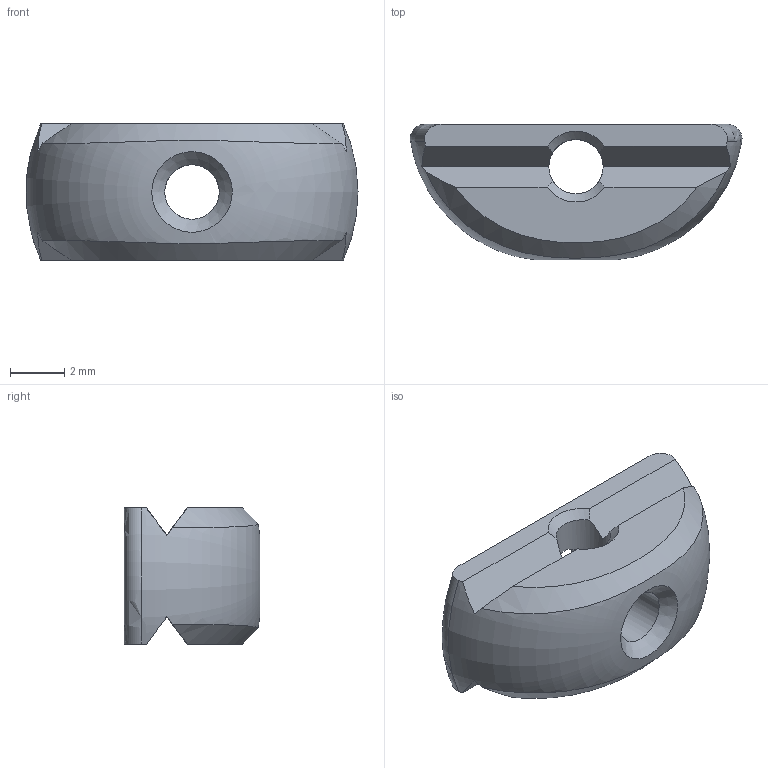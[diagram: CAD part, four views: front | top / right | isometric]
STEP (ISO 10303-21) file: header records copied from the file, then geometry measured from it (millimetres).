
FILE_DESCRIPTION(('FreeCAD Model'),'2;1');
FILE_NAME('Open CASCADE Shape Model','2024-10-28T22:32:59',(''),(''), 'Open CASCADE STEP processor 7.7','FreeCAD','Unknown');
FILE_SCHEMA(('AUTOMOTIVE_DESIGN { 1 0 10303 214 1 1 1 1 }'));
Length unit declared in the file: millimetre
Products named in the file (1): STEMFIE Construction Standard - Template - Fastener Rounded Head 
BU01x5mmx5mm - SCS-TPL-0027 (stemfie.org)
Bounding box: 12.2 x 4.98 x 5 mm (x, y, z)
Volume: 193.5 mm3; surface area: 268.8 mm2
Topology: 1 solids, 1 shells, 30 faces, 92 edges, 60 vertices
Faces by surface type: plane 15, cone 6, cylinder 3, torus 3, bspline 2, revolution 1
Full cylindrical faces by diameter (mm): 2 x2, 2.001 x1
Entity records: 2412 total; most frequent: CARTESIAN_POINT 1589, ORIENTED_EDGE 184, DIRECTION 155, EDGE_CURVE 92, AXIS2_PLACEMENT_3D 66, VERTEX_POINT 60, B_SPLINE_CURVE_WITH_KNOTS 33, FACE_BOUND 32
